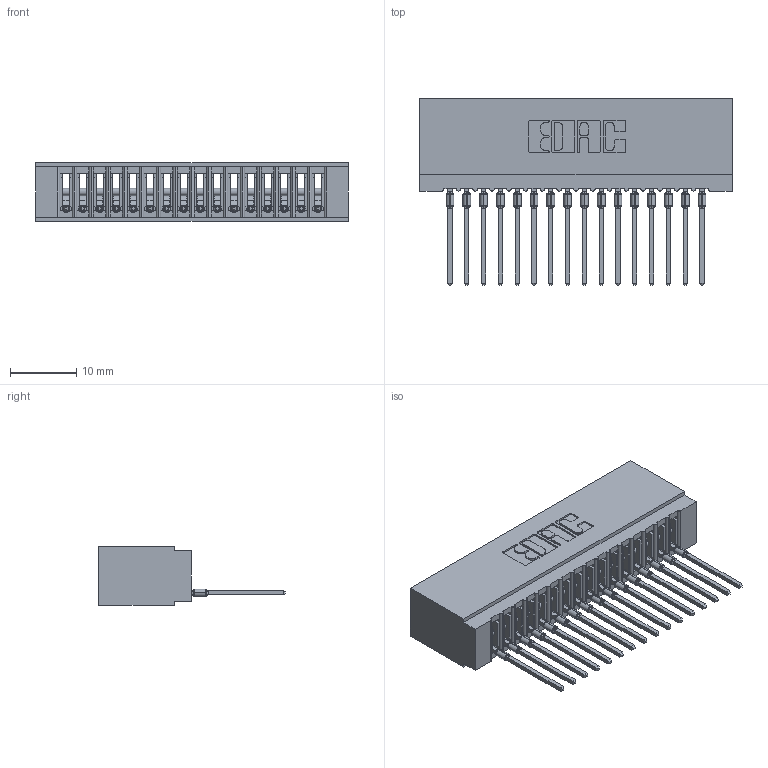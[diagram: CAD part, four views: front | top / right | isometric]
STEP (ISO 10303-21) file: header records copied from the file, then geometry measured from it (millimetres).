
FILE_DESCRIPTION (( 'STEP AP203' ), '1' );
FILE_NAME ('725-016-545-101.STEP', '2026-03-05T21:02:12', ( '' ), ( '' ), 'SwSTEP 2.0', 'SolidWorks 2023', '' );
FILE_SCHEMA (( 'CONFIG_CONTROL_DESIGN' ));
Length unit declared in the file: millimetre
Products named in the file (3): 725 Part_Insulator Option - 01; 725-016-545-101; 745-292-001_545
Assembly tree (17 placements, depth 2):
  725-016-545-101
    725 Part_Insulator Option - 01
    745-292-001_545  x16
Bounding box: 47.24 x 28.21 x 8.89 mm (x, y, z)
Volume: 3777 mm3; surface area: 7033.4 mm2
Topology: 17 solids, 17 shells, 1887 faces, 5182 edges, 3272 vertices
Faces by surface type: plane 1127, cylinder 344, bspline 320, torus 96
Entity records: 29938 total; most frequent: CARTESIAN_POINT 5775, ORIENTED_EDGE 5174, DIRECTION 4513, EDGE_CURVE 2587, VECTOR 2309, LINE 2309, VERTEX_POINT 1652, AXIS2_PLACEMENT_3D 1102
